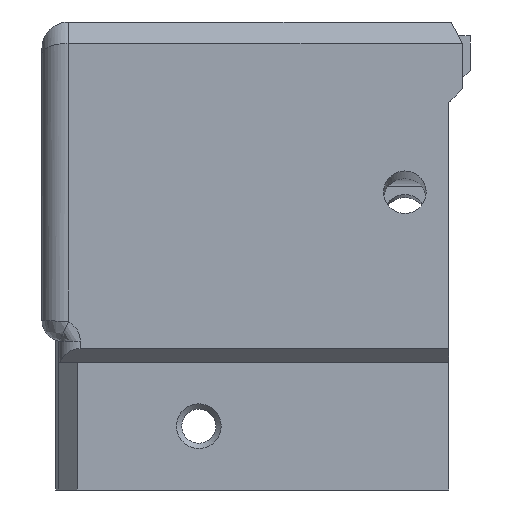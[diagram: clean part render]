
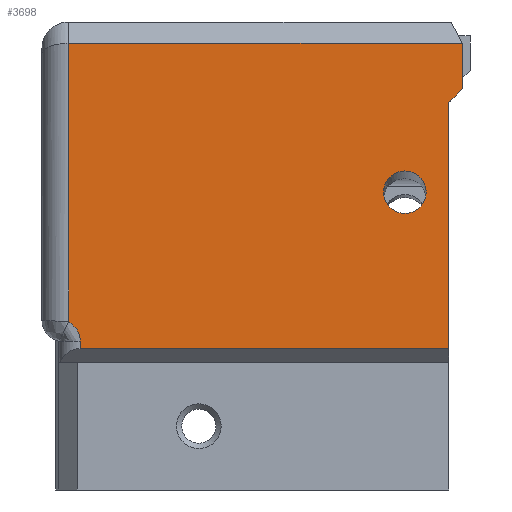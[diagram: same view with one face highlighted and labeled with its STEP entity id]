
A CAD part, left-side view. The second image highlights one B-rep face of the part: STEP entity #3698.
In plain terms, the highlighted planar face has unit normal (-1, 0, 0).
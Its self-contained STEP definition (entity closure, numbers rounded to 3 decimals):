
#69=FACE_BOUND('',#1374,.T.);
#144=LINE('',#5136,#552);
#262=LINE('',#5661,#670);
#347=LINE('',#6052,#755);
#348=LINE('',#6054,#756);
#349=LINE('',#6056,#757);
#350=LINE('',#6058,#758);
#351=LINE('',#6062,#759);
#352=LINE('',#6063,#760);
#552=VECTOR('',#4173,10.);
#670=VECTOR('',#4363,10.);
#755=VECTOR('',#4542,10.);
#756=VECTOR('',#4543,29.148);
#757=VECTOR('',#4544,10.);
#758=VECTOR('',#4545,10.);
#759=VECTOR('',#4548,2.);
#760=VECTOR('',#4549,10.);
#984=PLANE('',#3941);
#1158=FACE_OUTER_BOUND('',#1373,.T.);
#1373=EDGE_LOOP('',(#3061,#3062,#3063,#3064,#3065,#3066,#3067,#3068,#3069));
#1374=EDGE_LOOP('',(#3070));
#1512=CIRCLE('',#3895,2.);
#1529=CIRCLE('',#3942,2.);
#1657=VERTEX_POINT('',#5130);
#1659=VERTEX_POINT('',#5134);
#1770=VERTEX_POINT('',#5656);
#1771=VERTEX_POINT('',#5680);
#1858=VERTEX_POINT('',#6051);
#1859=VERTEX_POINT('',#6053);
#1860=VERTEX_POINT('',#6055);
#1861=VERTEX_POINT('',#6057);
#1862=VERTEX_POINT('',#6059);
#1863=VERTEX_POINT('',#6061);
#2025=EDGE_CURVE('',#1659,#1657,#144,.T.);
#2182=EDGE_CURVE('',#1659,#1770,#262,.T.);
#2183=EDGE_CURVE('',#1771,#1771,#1512,.T.);
#2299=EDGE_CURVE('',#1858,#1657,#347,.T.);
#2300=EDGE_CURVE('',#1770,#1859,#348,.T.);
#2301=EDGE_CURVE('',#1860,#1859,#349,.T.);
#2302=EDGE_CURVE('',#1861,#1860,#350,.T.);
#2303=EDGE_CURVE('',#1862,#1861,#1529,.T.);
#2304=EDGE_CURVE('',#1863,#1862,#351,.T.);
#2305=EDGE_CURVE('',#1858,#1863,#352,.T.);
#3061=ORIENTED_EDGE('',*,*,#2299,.T.);
#3062=ORIENTED_EDGE('',*,*,#2025,.F.);
#3063=ORIENTED_EDGE('',*,*,#2182,.T.);
#3064=ORIENTED_EDGE('',*,*,#2300,.T.);
#3065=ORIENTED_EDGE('',*,*,#2301,.F.);
#3066=ORIENTED_EDGE('',*,*,#2302,.F.);
#3067=ORIENTED_EDGE('',*,*,#2303,.F.);
#3068=ORIENTED_EDGE('',*,*,#2304,.F.);
#3069=ORIENTED_EDGE('',*,*,#2305,.F.);
#3070=ORIENTED_EDGE('',*,*,#2183,.T.);
#3698=ADVANCED_FACE('',(#1158,#69),#984,.T.);
#3895=AXIS2_PLACEMENT_3D('',#5681,#4364,#4365);
#3941=AXIS2_PLACEMENT_3D('',#6050,#4540,#4541);
#3942=AXIS2_PLACEMENT_3D('',#6060,#4546,#4547);
#4173=DIRECTION('',(0.,0.707,-0.707));
#4363=DIRECTION('',(0.,0.,1.));
#4364=DIRECTION('center_axis',(1.,0.,0.));
#4365=DIRECTION('ref_axis',(0.,0.,-1.));
#4540=DIRECTION('center_axis',(-1.,0.,0.));
#4541=DIRECTION('ref_axis',(0.,-1.,0.));
#4542=DIRECTION('',(0.,0.,1.));
#4543=DIRECTION('',(0.,0.1,0.995));
#4544=DIRECTION('',(0.,-1.,0.));
#4545=DIRECTION('',(0.,0.,1.));
#4546=DIRECTION('center_axis',(-1.,0.,0.));
#4547=DIRECTION('ref_axis',(0.,0.45,-0.893));
#4548=DIRECTION('',(0.,0.,1.));
#4549=DIRECTION('',(0.,1.,0.));
#5130=CARTESIAN_POINT('',(-42.5,-36.65,-12.332));
#5134=CARTESIAN_POINT('',(-42.5,-37.93,-11.052));
#5136=CARTESIAN_POINT('',(-42.5,-22.958,-26.024));
#5656=CARTESIAN_POINT('',(-42.5,-37.93,-6.846));
#5661=CARTESIAN_POINT('',(-42.5,-37.93,-48.776));
#5680=CARTESIAN_POINT('',(-42.5,-30.525,-20.775));
#5681=CARTESIAN_POINT('Origin',(-42.5,-32.525,-20.775));
#6050=CARTESIAN_POINT('Origin',(-42.5,1.6,-48.775));
#6051=CARTESIAN_POINT('',(-42.5,-36.65,-35.475));
#6052=CARTESIAN_POINT('',(-42.5,-36.65,-48.776));
#6053=CARTESIAN_POINT('',(-42.5,-37.923,-6.775));
#6054=CARTESIAN_POINT('',(-42.5,-37.721,-4.775));
#6055=CARTESIAN_POINT('',(-42.5,-0.9,-6.775));
#6056=CARTESIAN_POINT('',(-42.5,-23.588,-6.775));
#6057=CARTESIAN_POINT('',(-42.5,-0.9,-32.989));
#6058=CARTESIAN_POINT('',(-42.5,-0.9,-48.775));
#6059=CARTESIAN_POINT('',(-42.5,-2.,-34.775));
#6060=CARTESIAN_POINT('Origin',(-42.5,0.,-34.775));
#6061=CARTESIAN_POINT('',(-42.5,-2.,-35.475));
#6062=CARTESIAN_POINT('',(-42.5,-2.,-41.775));
#6063=CARTESIAN_POINT('',(-42.5,-21.588,-35.475));
